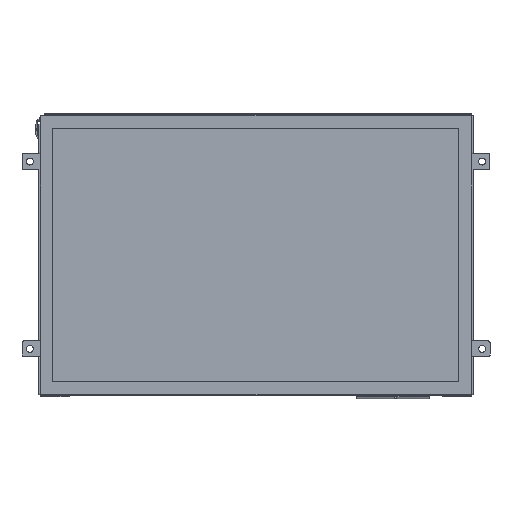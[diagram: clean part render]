
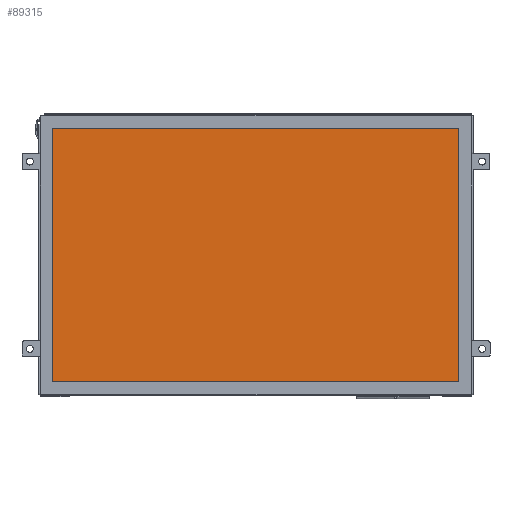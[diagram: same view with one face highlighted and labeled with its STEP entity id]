
A CAD part, top view. The second image highlights one B-rep face of the part: STEP entity #89315.
In plain terms, the highlighted planar face has unit normal (0, 0, 1).
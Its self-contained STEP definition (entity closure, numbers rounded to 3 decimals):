
#6380=FACE_OUTER_BOUND('',#11213,.T.);
#11213=EDGE_LOOP('',(#59047,#59048,#59049,#59050));
#16183=LINE('',#128633,#26274);
#16187=LINE('',#128640,#26278);
#16190=LINE('',#128646,#26281);
#16192=LINE('',#128649,#26283);
#26274=VECTOR('',#102530,10.);
#26278=VECTOR('',#102536,10.);
#26281=VECTOR('',#102541,10.);
#26283=VECTOR('',#102545,10.);
#36353=VERTEX_POINT('',#128630);
#36354=VERTEX_POINT('',#128632);
#36356=VERTEX_POINT('',#128638);
#36358=VERTEX_POINT('',#128644);
#45287=EDGE_CURVE('',#36353,#36354,#16183,.T.);
#45291=EDGE_CURVE('',#36356,#36353,#16187,.T.);
#45294=EDGE_CURVE('',#36358,#36356,#16190,.T.);
#45296=EDGE_CURVE('',#36354,#36358,#16192,.T.);
#59047=ORIENTED_EDGE('',*,*,#45287,.F.);
#59048=ORIENTED_EDGE('',*,*,#45291,.F.);
#59049=ORIENTED_EDGE('',*,*,#45294,.F.);
#59050=ORIENTED_EDGE('',*,*,#45296,.F.);
#86273=PLANE('',#94420);
#89315=ADVANCED_FACE('',(#6380),#86273,.T.);
#94420=AXIS2_PLACEMENT_3D('',#128650,#102546,#102547);
#102530=DIRECTION('',(0.,1.,0.));
#102536=DIRECTION('',(-1.,0.,0.));
#102541=DIRECTION('',(0.,-1.,0.));
#102545=DIRECTION('',(1.,0.,0.));
#102546=DIRECTION('center_axis',(0.,0.,1.));
#102547=DIRECTION('ref_axis',(1.,0.,0.));
#128630=CARTESIAN_POINT('',(10.794,11.059,1.8));
#128632=CARTESIAN_POINT('',(10.794,173.659,1.8));
#128633=CARTESIAN_POINT('',(10.794,11.059,1.8));
#128638=CARTESIAN_POINT('',(271.314,11.059,1.8));
#128640=CARTESIAN_POINT('',(271.314,11.059,1.8));
#128644=CARTESIAN_POINT('',(271.314,173.659,1.8));
#128646=CARTESIAN_POINT('',(271.314,173.659,1.8));
#128649=CARTESIAN_POINT('',(10.794,173.659,1.8));
#128650=CARTESIAN_POINT('Origin',(141.054,92.359,1.8));
